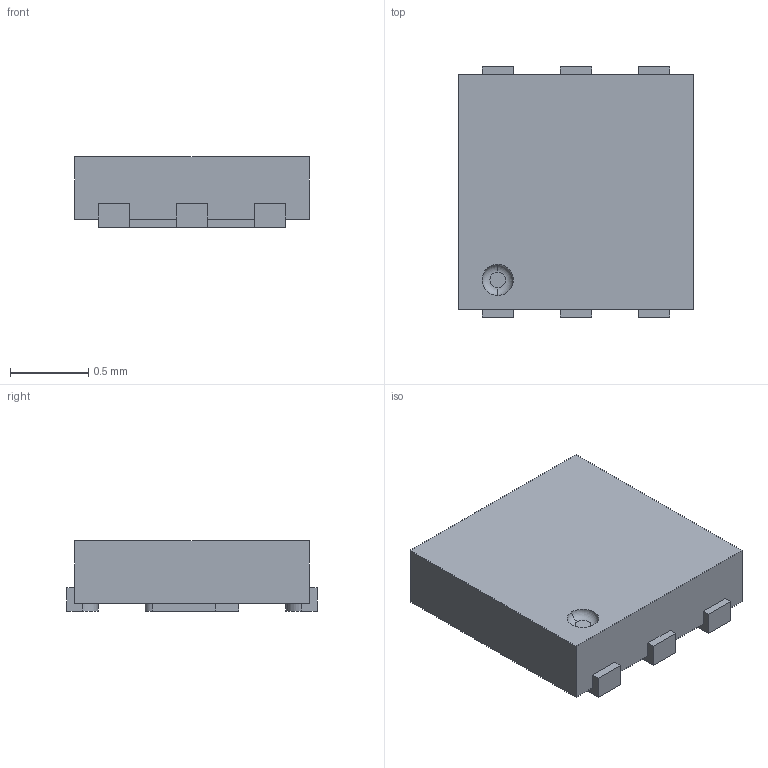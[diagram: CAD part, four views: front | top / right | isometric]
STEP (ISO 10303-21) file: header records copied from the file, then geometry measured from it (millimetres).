
FILE_DESCRIPTION (( 'STEP AP214' ), '1' );
FILE_NAME ( 'SON7P50_150X150X45L20X20T110X60.STEP', '2022-03-30T14:53:41', ( '' ), ( '' ), '', '©2017 PCB Libraries, Inc.', '' );
FILE_SCHEMA (( 'AUTOMOTIVE_DESIGN' ));
Length unit declared in the file: millimetre
Products named in the file (1): SON7P50_150X150X45L20X20T110X60
Bounding box: 1.5 x 1.6 x 0.45 mm (x, y, z)
Volume: 0.9 mm3; surface area: 9.3 mm2
Topology: 8 solids, 8 shells, 73 faces, 168 edges, 112 vertices
Faces by surface type: plane 56, cylinder 15, torus 2
Entity records: 2379 total; most frequent: CARTESIAN_POINT 354, DIRECTION 352, ORIENTED_EDGE 336, EDGE_CURVE 168, VECTOR 132, LINE 132, VERTEX_POINT 112, AXIS2_PLACEMENT_3D 110
